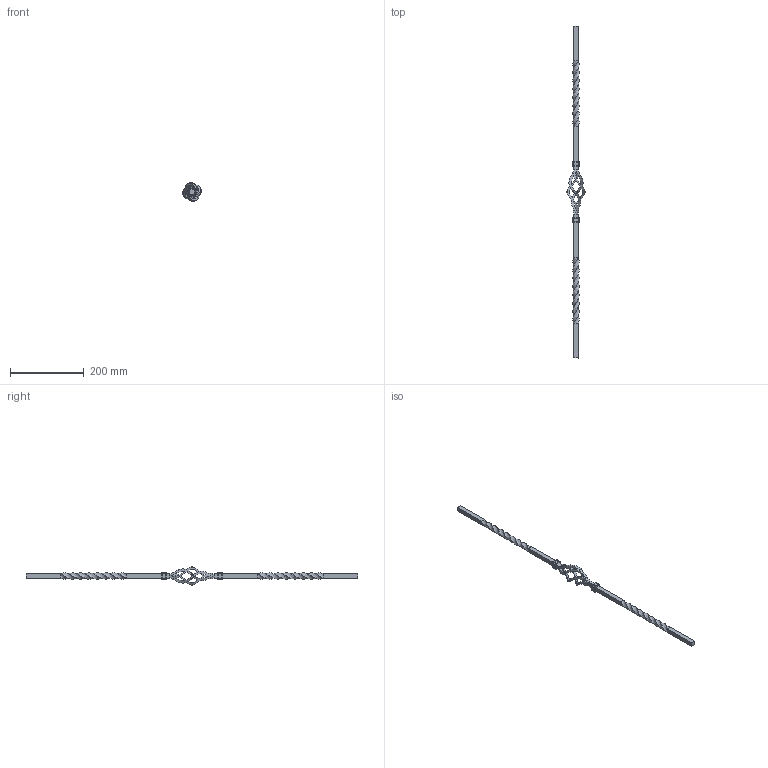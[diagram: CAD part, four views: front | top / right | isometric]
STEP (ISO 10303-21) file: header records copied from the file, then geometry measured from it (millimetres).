
FILE_DESCRIPTION (( 'STEP AP203' ), '1' );
FILE_NAME ('1200.step', '2023-12-21T12:49:26', ( '' ), ( '' ), 'SwSTEP 2.0', 'SolidWorks 2018', '' );
FILE_SCHEMA (( 'CONFIG_CONTROL_DESIGN' ));
Length unit declared in the file: millimetre
Products named in the file (1): 1200
Bounding box: 49.13 x 900 x 49.13 mm (x, y, z)
Volume: 133631.5 mm3; surface area: 54272.5 mm2
Topology: 1 solids, 1 shells, 440 faces, 1164 edges, 730 vertices
Faces by surface type: plane 156, bspline 132, cylinder 96, torus 56
Entity records: 26938 total; most frequent: CARTESIAN_POINT 17452, ORIENTED_EDGE 2328, DIRECTION 1354, EDGE_CURVE 1164, VERTEX_POINT 730, B_SPLINE_CURVE_WITH_KNOTS 620, AXIS2_PLACEMENT_3D 501, EDGE_LOOP 466
